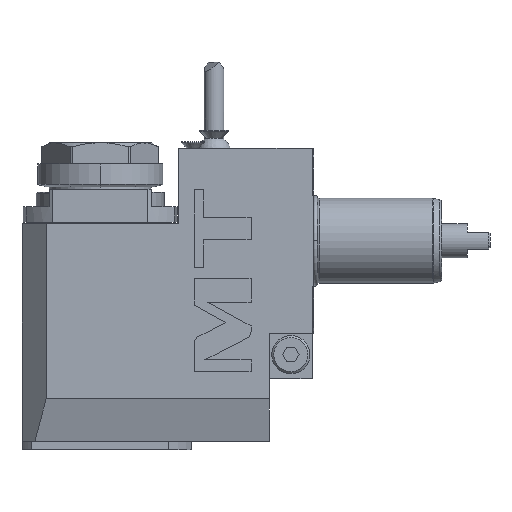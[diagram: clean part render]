
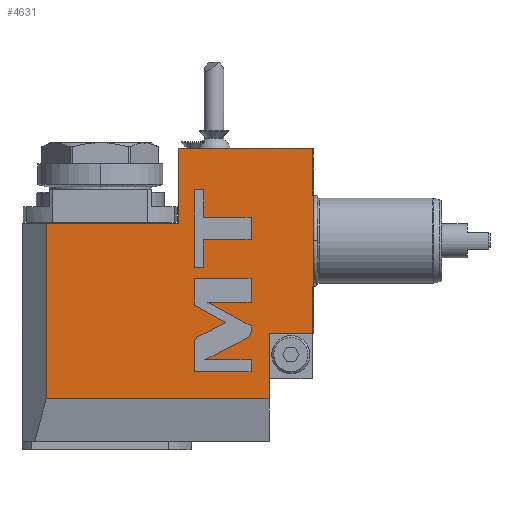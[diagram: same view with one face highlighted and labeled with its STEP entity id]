
A CAD part, front view. The second image highlights one B-rep face of the part: STEP entity #4631.
In plain terms, the highlighted planar face has unit normal (0, -1, 0).
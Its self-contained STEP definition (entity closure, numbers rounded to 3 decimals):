
#33=DIRECTION('',(0.,0.,-1.));
#34=VECTOR('',#33,32.);
#35=CARTESIAN_POINT('',(0.,-30.,16.));
#36=LINE('',#35,#34);
#52=DIRECTION('',(0.,0.,1.));
#53=VECTOR('',#52,61.572);
#54=CARTESIAN_POINT('',(-94.,-30.,-55.572));
#55=LINE('',#54,#53);
#56=DIRECTION('',(1.,0.,0.));
#57=VECTOR('',#56,46.5);
#58=CARTESIAN_POINT('',(-94.,-30.,6.));
#59=LINE('',#58,#57);
#60=DIRECTION('',(0.,0.,-1.));
#61=VECTOR('',#60,26.5);
#62=CARTESIAN_POINT('',(-47.5,-30.,32.5));
#63=LINE('',#62,#61);
#64=DIRECTION('',(0.,0.,-1.));
#65=VECTOR('',#64,16.5);
#66=CARTESIAN_POINT('',(-0.5,-30.,32.5));
#67=LINE('',#66,#65);
#68=DIRECTION('',(-1.,0.,0.));
#69=VECTOR('',#68,0.5);
#70=CARTESIAN_POINT('',(0.,-30.,16.));
#71=LINE('',#70,#69);
#72=DIRECTION('',(-1.,0.,0.));
#73=VECTOR('',#72,0.5);
#74=CARTESIAN_POINT('',(0.,-30.,-16.));
#75=LINE('',#74,#73);
#76=DIRECTION('',(0.,0.,-1.));
#77=VECTOR('',#76,16.5);
#78=CARTESIAN_POINT('',(-0.5,-30.,-16.));
#79=LINE('',#78,#77);
#80=DIRECTION('',(0.,0.,1.));
#81=VECTOR('',#80,23.072);
#82=CARTESIAN_POINT('',(-15.6,-30.,-55.572));
#83=LINE('',#82,#81);
#84=DIRECTION('',(0.888,0.,0.459));
#85=VECTOR('',#84,16.774);
#86=CARTESIAN_POINT('',(-38.202,-30.,-41.84));
#87=LINE('',#86,#85);
#88=CARTESIAN_POINT('',(-23.302,-30.,-34.136));
#89=CARTESIAN_POINT('',(-22.498,-30.,-33.72));
#90=CARTESIAN_POINT('',(-22.,-30.,-32.899));
#91=CARTESIAN_POINT('',(-22.,-30.,-31.994));
#93=DIRECTION('',(0.,0.,1.));
#94=VECTOR('',#93,2.086);
#95=CARTESIAN_POINT('',(-22.,-30.,-31.994));
#96=LINE('',#95,#94);
#97=DIRECTION('',(-0.877,0.,0.481));
#98=VECTOR('',#97,17.353);
#99=CARTESIAN_POINT('',(-22.,-30.,-29.908));
#100=LINE('',#99,#98);
#101=DIRECTION('',(1.,0.,0.));
#102=VECTOR('',#101,15.212);
#103=CARTESIAN_POINT('',(-37.212,-30.,-21.558));
#104=LINE('',#103,#102);
#105=DIRECTION('',(0.,0.,1.));
#106=VECTOR('',#105,8.416);
#107=CARTESIAN_POINT('',(-22.,-30.,-21.558));
#108=LINE('',#107,#106);
#109=DIRECTION('',(-1.,0.,0.));
#110=VECTOR('',#109,20.);
#111=CARTESIAN_POINT('',(-22.,-30.,-13.142));
#112=LINE('',#111,#110);
#113=DIRECTION('',(0.,0.,-1.));
#114=VECTOR('',#113,9.488);
#115=CARTESIAN_POINT('',(-42.,-30.,-13.142));
#116=LINE('',#115,#114);
#117=DIRECTION('',(0.877,0.,-0.481));
#118=VECTOR('',#117,12.681);
#119=CARTESIAN_POINT('',(-42.,-30.,-22.63));
#120=LINE('',#119,#118);
#121=DIRECTION('',(-0.888,0.,-0.459));
#122=VECTOR('',#121,11.049);
#123=CARTESIAN_POINT('',(-30.884,-30.,-28.732));
#124=LINE('',#123,#122);
#125=CARTESIAN_POINT('',(-40.698,-30.,-33.807));
#126=CARTESIAN_POINT('',(-41.501,-30.,-34.222));
#127=CARTESIAN_POINT('',(-42.,-30.,-35.042));
#128=CARTESIAN_POINT('',(-42.,-30.,-35.946));
#130=DIRECTION('',(0.,0.,-1.));
#131=VECTOR('',#130,10.054);
#132=CARTESIAN_POINT('',(-42.,-30.,-35.946));
#133=LINE('',#132,#131);
#134=DIRECTION('',(1.,0.,0.));
#135=VECTOR('',#134,20.);
#136=CARTESIAN_POINT('',(-42.,-30.,-46.));
#137=LINE('',#136,#135);
#138=DIRECTION('',(0.,0.,1.));
#139=VECTOR('',#138,4.16);
#140=CARTESIAN_POINT('',(-22.,-30.,-46.));
#141=LINE('',#140,#139);
#142=DIRECTION('',(-1.,0.,0.));
#143=VECTOR('',#142,16.202);
#144=CARTESIAN_POINT('',(-22.,-30.,-41.84));
#145=LINE('',#144,#143);
#146=DIRECTION('',(1.,0.,0.));
#147=VECTOR('',#146,16.594);
#148=CARTESIAN_POINT('',(-38.594,-30.,0.308));
#149=LINE('',#148,#147);
#150=DIRECTION('',(0.,0.,1.));
#151=VECTOR('',#150,7.922);
#152=CARTESIAN_POINT('',(-22.,-30.,0.308));
#153=LINE('',#152,#151);
#154=DIRECTION('',(-1.,0.,0.));
#155=VECTOR('',#154,16.594);
#156=CARTESIAN_POINT('',(-22.,-30.,8.23));
#157=LINE('',#156,#155);
#158=DIRECTION('',(0.,0.,1.));
#159=VECTOR('',#158,9.696);
#160=CARTESIAN_POINT('',(-38.594,-30.,8.23));
#161=LINE('',#160,#159);
#162=DIRECTION('',(-1.,0.,0.));
#163=VECTOR('',#162,3.406);
#164=CARTESIAN_POINT('',(-38.594,-30.,17.926));
#165=LINE('',#164,#163);
#166=DIRECTION('',(0.,0.,-1.));
#167=VECTOR('',#166,27.314);
#168=CARTESIAN_POINT('',(-42.,-30.,17.926));
#169=LINE('',#168,#167);
#170=DIRECTION('',(1.,0.,0.));
#171=VECTOR('',#170,3.406);
#172=CARTESIAN_POINT('',(-42.,-30.,-9.388));
#173=LINE('',#172,#171);
#174=DIRECTION('',(0.,0.,1.));
#175=VECTOR('',#174,9.696);
#176=CARTESIAN_POINT('',(-38.594,-30.,-9.388));
#177=LINE('',#176,#175);
#182=DIRECTION('',(1.,0.,0.));
#183=VECTOR('',#182,78.4);
#184=CARTESIAN_POINT('',(-94.,-30.,-55.572));
#185=LINE('',#184,#183);
#464=DIRECTION('',(-1.,0.,0.));
#465=VECTOR('',#464,47.);
#466=CARTESIAN_POINT('',(-0.5,-30.,32.5));
#467=LINE('',#466,#465);
#1958=DIRECTION('',(1.,0.,0.));
#1959=VECTOR('',#1958,15.1);
#1960=CARTESIAN_POINT('',(-15.6,-30.,-32.5));
#1961=LINE('',#1960,#1959);
#3627=CARTESIAN_POINT('',(0.,-30.,16.));
#3629=VERTEX_POINT('',#3627);
#3640=CARTESIAN_POINT('',(0.,-30.,-16.));
#3642=VERTEX_POINT('',#3640);
#3648=CARTESIAN_POINT('',(-0.5,-30.,32.5));
#3650=VERTEX_POINT('',#3648);
#3651=CARTESIAN_POINT('',(-0.5,-30.,16.));
#3652=VERTEX_POINT('',#3651);
#3653=CARTESIAN_POINT('',(-0.5,-30.,-16.));
#3654=CARTESIAN_POINT('',(-0.5,-30.,-32.5));
#3655=VERTEX_POINT('',#3653);
#3656=VERTEX_POINT('',#3654);
#3818=CARTESIAN_POINT('',(-15.6,-30.,-55.572));
#3820=VERTEX_POINT('',#3818);
#3822=CARTESIAN_POINT('',(-15.6,-30.,-32.5));
#3824=VERTEX_POINT('',#3822);
#3858=CARTESIAN_POINT('',(-47.5,-30.,32.5));
#3859=CARTESIAN_POINT('',(-47.5,-30.,6.));
#3860=VERTEX_POINT('',#3858);
#3861=VERTEX_POINT('',#3859);
#3870=CARTESIAN_POINT('',(-94.,-30.,6.));
#3871=VERTEX_POINT('',#3870);
#3883=CARTESIAN_POINT('',(-94.,-30.,-55.572));
#3885=VERTEX_POINT('',#3883);
#4357=CARTESIAN_POINT('',(-38.202,-30.,-41.84));
#4358=VERTEX_POINT('',#4357);
#4359=CARTESIAN_POINT('',(-23.302,-30.,-34.136));
#4360=VERTEX_POINT('',#4359);
#4361=CARTESIAN_POINT('',(-22.,-30.,-31.994));
#4362=VERTEX_POINT('',#4361);
#4363=CARTESIAN_POINT('',(-22.,-30.,-29.908));
#4364=VERTEX_POINT('',#4363);
#4365=CARTESIAN_POINT('',(-37.212,-30.,-21.558));
#4366=VERTEX_POINT('',#4365);
#4367=CARTESIAN_POINT('',(-22.,-30.,-21.558));
#4368=VERTEX_POINT('',#4367);
#4369=CARTESIAN_POINT('',(-22.,-30.,-13.142));
#4370=VERTEX_POINT('',#4369);
#4371=CARTESIAN_POINT('',(-42.,-30.,-13.142));
#4372=VERTEX_POINT('',#4371);
#4373=CARTESIAN_POINT('',(-42.,-30.,-22.63));
#4374=VERTEX_POINT('',#4373);
#4375=CARTESIAN_POINT('',(-30.884,-30.,-28.732));
#4376=VERTEX_POINT('',#4375);
#4377=CARTESIAN_POINT('',(-40.698,-30.,-33.807));
#4378=VERTEX_POINT('',#4377);
#4379=CARTESIAN_POINT('',(-42.,-30.,-35.946));
#4380=VERTEX_POINT('',#4379);
#4381=CARTESIAN_POINT('',(-42.,-30.,-46.));
#4382=VERTEX_POINT('',#4381);
#4383=CARTESIAN_POINT('',(-22.,-30.,-46.));
#4384=VERTEX_POINT('',#4383);
#4385=CARTESIAN_POINT('',(-22.,-30.,-41.84));
#4386=VERTEX_POINT('',#4385);
#4387=CARTESIAN_POINT('',(-38.594,-30.,0.308));
#4388=VERTEX_POINT('',#4387);
#4389=CARTESIAN_POINT('',(-22.,-30.,0.308));
#4390=VERTEX_POINT('',#4389);
#4391=CARTESIAN_POINT('',(-22.,-30.,8.23));
#4392=VERTEX_POINT('',#4391);
#4393=CARTESIAN_POINT('',(-38.594,-30.,8.23));
#4394=VERTEX_POINT('',#4393);
#4395=CARTESIAN_POINT('',(-38.594,-30.,17.926));
#4396=VERTEX_POINT('',#4395);
#4397=CARTESIAN_POINT('',(-42.,-30.,17.926));
#4398=VERTEX_POINT('',#4397);
#4399=CARTESIAN_POINT('',(-42.,-30.,-9.388));
#4400=VERTEX_POINT('',#4399);
#4401=CARTESIAN_POINT('',(-38.594,-30.,-9.388));
#4402=VERTEX_POINT('',#4401);
#4552=CARTESIAN_POINT('',(-18.,-30.,32.5));
#4553=DIRECTION('',(0.,-1.,0.));
#4554=DIRECTION('',(0.,0.,-1.));
#4555=AXIS2_PLACEMENT_3D('',#4552,#4553,#4554);
#4556=PLANE('',#4555);
#4558=ORIENTED_EDGE('',*,*,#4557,.F.);
#4560=ORIENTED_EDGE('',*,*,#4559,.T.);
#4562=ORIENTED_EDGE('',*,*,#4561,.T.);
#4564=ORIENTED_EDGE('',*,*,#4563,.F.);
#4566=ORIENTED_EDGE('',*,*,#4565,.F.);
#4568=ORIENTED_EDGE('',*,*,#4567,.T.);
#4569=ORIENTED_EDGE('',*,*,#4543,.F.);
#4570=ORIENTED_EDGE('',*,*,#4520,.T.);
#4572=ORIENTED_EDGE('',*,*,#4571,.T.);
#4574=ORIENTED_EDGE('',*,*,#4573,.T.);
#4576=ORIENTED_EDGE('',*,*,#4575,.F.);
#4578=ORIENTED_EDGE('',*,*,#4577,.F.);
#4579=EDGE_LOOP('',(#4558,#4560,#4562,#4564,#4566,#4568,#4569,#4570,#4572,#4574,
#4576,#4578));
#4580=FACE_OUTER_BOUND('',#4579,.F.);
#4582=ORIENTED_EDGE('',*,*,#4581,.T.);
#4584=ORIENTED_EDGE('',*,*,#4583,.T.);
#4586=ORIENTED_EDGE('',*,*,#4585,.T.);
#4588=ORIENTED_EDGE('',*,*,#4587,.T.);
#4590=ORIENTED_EDGE('',*,*,#4589,.T.);
#4592=ORIENTED_EDGE('',*,*,#4591,.T.);
#4594=ORIENTED_EDGE('',*,*,#4593,.T.);
#4596=ORIENTED_EDGE('',*,*,#4595,.T.);
#4598=ORIENTED_EDGE('',*,*,#4597,.T.);
#4600=ORIENTED_EDGE('',*,*,#4599,.T.);
#4602=ORIENTED_EDGE('',*,*,#4601,.T.);
#4604=ORIENTED_EDGE('',*,*,#4603,.T.);
#4606=ORIENTED_EDGE('',*,*,#4605,.T.);
#4608=ORIENTED_EDGE('',*,*,#4607,.T.);
#4610=ORIENTED_EDGE('',*,*,#4609,.T.);
#4611=EDGE_LOOP('',(#4582,#4584,#4586,#4588,#4590,#4592,#4594,#4596,#4598,#4600,
#4602,#4604,#4606,#4608,#4610));
#4612=FACE_BOUND('',#4611,.F.);
#4614=ORIENTED_EDGE('',*,*,#4613,.T.);
#4616=ORIENTED_EDGE('',*,*,#4615,.T.);
#4618=ORIENTED_EDGE('',*,*,#4617,.T.);
#4620=ORIENTED_EDGE('',*,*,#4619,.T.);
#4622=ORIENTED_EDGE('',*,*,#4621,.T.);
#4624=ORIENTED_EDGE('',*,*,#4623,.T.);
#4626=ORIENTED_EDGE('',*,*,#4625,.T.);
#4628=ORIENTED_EDGE('',*,*,#4627,.T.);
#4629=EDGE_LOOP('',(#4614,#4616,#4618,#4620,#4622,#4624,#4626,#4628));
#4630=FACE_BOUND('',#4629,.F.);
#4631=ADVANCED_FACE('',(#4580,#4612,#4630),#4556,.T.);
#92=B_SPLINE_CURVE_WITH_KNOTS('',3,(#88,#89,#90,#91),.UNSPECIFIED.,.F.,.F.,(4,
4),(0.,1.),.UNSPECIFIED.);
#129=B_SPLINE_CURVE_WITH_KNOTS('',3,(#125,#126,#127,#128),.UNSPECIFIED.,.F.,.F.,
(4,4),(0.,1.),.UNSPECIFIED.);
#4520=EDGE_CURVE('',#3629,#3642,#36,.T.);
#4543=EDGE_CURVE('',#3629,#3652,#71,.T.);
#4557=EDGE_CURVE('',#3885,#3820,#185,.T.);
#4559=EDGE_CURVE('',#3885,#3871,#55,.T.);
#4561=EDGE_CURVE('',#3871,#3861,#59,.T.);
#4563=EDGE_CURVE('',#3860,#3861,#63,.T.);
#4565=EDGE_CURVE('',#3650,#3860,#467,.T.);
#4567=EDGE_CURVE('',#3650,#3652,#67,.T.);
#4571=EDGE_CURVE('',#3642,#3655,#75,.T.);
#4573=EDGE_CURVE('',#3655,#3656,#79,.T.);
#4575=EDGE_CURVE('',#3824,#3656,#1961,.T.);
#4577=EDGE_CURVE('',#3820,#3824,#83,.T.);
#4581=EDGE_CURVE('',#4358,#4360,#87,.T.);
#4583=EDGE_CURVE('',#4360,#4362,#92,.T.);
#4585=EDGE_CURVE('',#4362,#4364,#96,.T.);
#4587=EDGE_CURVE('',#4364,#4366,#100,.T.);
#4589=EDGE_CURVE('',#4366,#4368,#104,.T.);
#4591=EDGE_CURVE('',#4368,#4370,#108,.T.);
#4593=EDGE_CURVE('',#4370,#4372,#112,.T.);
#4595=EDGE_CURVE('',#4372,#4374,#116,.T.);
#4597=EDGE_CURVE('',#4374,#4376,#120,.T.);
#4599=EDGE_CURVE('',#4376,#4378,#124,.T.);
#4601=EDGE_CURVE('',#4378,#4380,#129,.T.);
#4603=EDGE_CURVE('',#4380,#4382,#133,.T.);
#4605=EDGE_CURVE('',#4382,#4384,#137,.T.);
#4607=EDGE_CURVE('',#4384,#4386,#141,.T.);
#4609=EDGE_CURVE('',#4386,#4358,#145,.T.);
#4613=EDGE_CURVE('',#4388,#4390,#149,.T.);
#4615=EDGE_CURVE('',#4390,#4392,#153,.T.);
#4617=EDGE_CURVE('',#4392,#4394,#157,.T.);
#4619=EDGE_CURVE('',#4394,#4396,#161,.T.);
#4621=EDGE_CURVE('',#4396,#4398,#165,.T.);
#4623=EDGE_CURVE('',#4398,#4400,#169,.T.);
#4625=EDGE_CURVE('',#4400,#4402,#173,.T.);
#4627=EDGE_CURVE('',#4402,#4388,#177,.T.);
